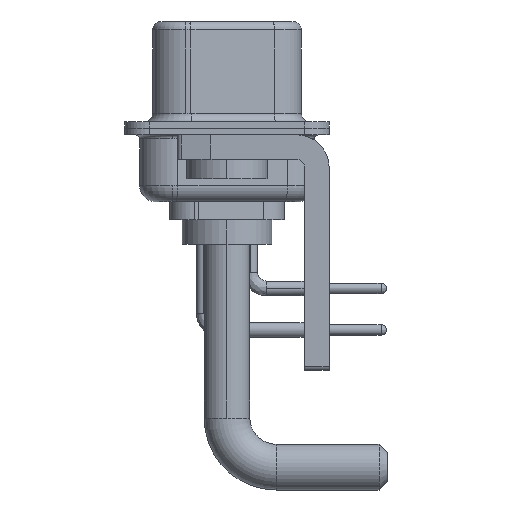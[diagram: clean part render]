
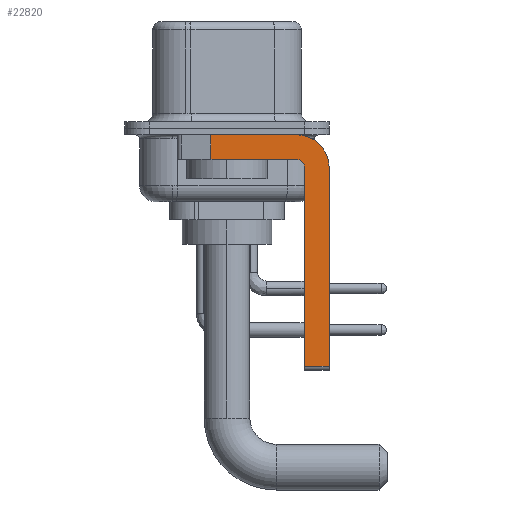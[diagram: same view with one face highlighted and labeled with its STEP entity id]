
A CAD part, left-side view. The second image highlights one B-rep face of the part: STEP entity #22820.
In plain terms, the highlighted planar face has unit normal (-1, 0, 0).
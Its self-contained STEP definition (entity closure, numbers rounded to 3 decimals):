
#167 = EDGE_CURVE ( 'NONE', #3207, #2460, #3243, .T. ) ;
#975 = ORIENTED_EDGE ( 'NONE', *, *, #5450, .F. ) ;
#1049 = LINE ( 'NONE', #19995, #4688 ) ;
#1377 = ORIENTED_EDGE ( 'NONE', *, *, #14361, .T. ) ;
#2303 = LINE ( 'NONE', #20998, #4182 ) ;
#2460 = VERTEX_POINT ( 'NONE', #15104 ) ;
#2657 = DIRECTION ( 'NONE',  ( 1., 0., 0. ) ) ;
#2715 = DIRECTION ( 'NONE',  ( 0., 1., 0. ) ) ;
#3207 = VERTEX_POINT ( 'NONE', #19171 ) ;
#3243 = CIRCLE ( 'NONE', #14405, 2. ) ;
#3744 = CARTESIAN_POINT ( 'NONE',  ( -2.9, -4.75, -14.55 ) ) ;
#4068 = ORIENTED_EDGE ( 'NONE', *, *, #14809, .T. ) ;
#4182 = VECTOR ( 'NONE', #14665, 1000. ) ;
#4198 = CIRCLE ( 'NONE', #4221, 0.5 ) ;
#4221 = AXIS2_PLACEMENT_3D ( 'NONE', #9226, #13249, #4569 ) ;
#4569 = DIRECTION ( 'NONE',  ( 0., 0., 1. ) ) ;
#4681 = PLANE ( 'NONE',  #18645 ) ;
#4688 = VECTOR ( 'NONE', #13805, 1000. ) ;
#4994 = CARTESIAN_POINT ( 'NONE',  ( -2.9, -4.25, -1.9 ) ) ;
#5046 = CARTESIAN_POINT ( 'NONE',  ( -2.9, 0.978, -0.4 ) ) ;
#5450 = EDGE_CURVE ( 'NONE', #11915, #26012, #18594, .T. ) ;
#6212 = CARTESIAN_POINT ( 'NONE',  ( -2.9, -4.25, -2.4 ) ) ;
#6827 = LINE ( 'NONE', #23472, #17112 ) ;
#7181 = DIRECTION ( 'NONE',  ( 0., -1., 0. ) ) ;
#7423 = ORIENTED_EDGE ( 'NONE', *, *, #12149, .F. ) ;
#8391 = ORIENTED_EDGE ( 'NONE', *, *, #15333, .F. ) ;
#8509 = CARTESIAN_POINT ( 'NONE',  ( -2.9, -6.25, -14.55 ) ) ;
#8958 = LINE ( 'NONE', #9083, #21325 ) ;
#9083 = CARTESIAN_POINT ( 'NONE',  ( -2.9, -4.25, -14.55 ) ) ;
#9226 = CARTESIAN_POINT ( 'NONE',  ( -2.9, -4.25, -2.4 ) ) ;
#9581 = ORIENTED_EDGE ( 'NONE', *, *, #16226, .F. ) ;
#10639 = VERTEX_POINT ( 'NONE', #17538 ) ;
#11915 = VERTEX_POINT ( 'NONE', #3744 ) ;
#12149 = EDGE_CURVE ( 'NONE', #24041, #3207, #6827, .T. ) ;
#12933 = LINE ( 'NONE', #4994, #14101 ) ;
#13125 = DIRECTION ( 'NONE',  ( 0., 0., -1. ) ) ;
#13249 = DIRECTION ( 'NONE',  ( -1., 0., 0. ) ) ;
#13805 = DIRECTION ( 'NONE',  ( 0., 0., -1. ) ) ;
#14101 = VECTOR ( 'NONE', #2715, 1000. ) ;
#14361 = EDGE_CURVE ( 'NONE', #11915, #14850, #8958, .T. ) ;
#14383 = DIRECTION ( 'NONE',  ( 0., 0., -1. ) ) ;
#14405 = AXIS2_PLACEMENT_3D ( 'NONE', #6212, #16390, #14383 ) ;
#14665 = DIRECTION ( 'NONE',  ( 0., 0., -1. ) ) ;
#14809 = EDGE_CURVE ( 'NONE', #24041, #18912, #2303, .T. ) ;
#14850 = VERTEX_POINT ( 'NONE', #8509 ) ;
#15104 = CARTESIAN_POINT ( 'NONE',  ( -2.9, -6.25, -2.4 ) ) ;
#15333 = EDGE_CURVE ( 'NONE', #26012, #10639, #4198, .T. ) ;
#16226 = EDGE_CURVE ( 'NONE', #10639, #18912, #12933, .T. ) ;
#16390 = DIRECTION ( 'NONE',  ( 1., 0., 0. ) ) ;
#17112 = VECTOR ( 'NONE', #21324, 1000. ) ;
#17308 = VECTOR ( 'NONE', #19370, 1000. ) ;
#17408 = ORIENTED_EDGE ( 'NONE', *, *, #167, .F. ) ;
#17538 = CARTESIAN_POINT ( 'NONE',  ( -2.9, -4.25, -1.9 ) ) ;
#18490 = CARTESIAN_POINT ( 'NONE',  ( -2.9, -4.75, -2.4 ) ) ;
#18594 = LINE ( 'NONE', #20743, #17308 ) ;
#18645 = AXIS2_PLACEMENT_3D ( 'NONE', #20810, #2657, #13125 ) ;
#18912 = VERTEX_POINT ( 'NONE', #23695 ) ;
#19171 = CARTESIAN_POINT ( 'NONE',  ( -2.9, -4.25, -0.4 ) ) ;
#19370 = DIRECTION ( 'NONE',  ( 0., 0., 1. ) ) ;
#19995 = CARTESIAN_POINT ( 'NONE',  ( -2.9, -6.25, -2.4 ) ) ;
#20743 = CARTESIAN_POINT ( 'NONE',  ( -2.9, -4.75, -14.8 ) ) ;
#20810 = CARTESIAN_POINT ( 'NONE',  ( -2.9, -4.25, -2.4 ) ) ;
#20998 = CARTESIAN_POINT ( 'NONE',  ( -2.9, 0.978, -1.9 ) ) ;
#21324 = DIRECTION ( 'NONE',  ( 0., -1., 0. ) ) ;
#21325 = VECTOR ( 'NONE', #7181, 1000. ) ;
#22521 = EDGE_LOOP ( 'NONE', ( #7423, #4068, #9581, #8391, #975, #1377, #25380, #17408 ) ) ;
#22820 = ADVANCED_FACE ( 'NONE', ( #24967 ), #4681, .F. ) ;
#23472 = CARTESIAN_POINT ( 'NONE',  ( -2.9, 3., -0.4 ) ) ;
#23695 = CARTESIAN_POINT ( 'NONE',  ( -2.9, 0.978, -1.9 ) ) ;
#24041 = VERTEX_POINT ( 'NONE', #5046 ) ;
#24967 = FACE_OUTER_BOUND ( 'NONE', #22521, .T. ) ;
#25380 = ORIENTED_EDGE ( 'NONE', *, *, #25409, .F. ) ;
#25409 = EDGE_CURVE ( 'NONE', #2460, #14850, #1049, .T. ) ;
#26012 = VERTEX_POINT ( 'NONE', #18490 ) ;
